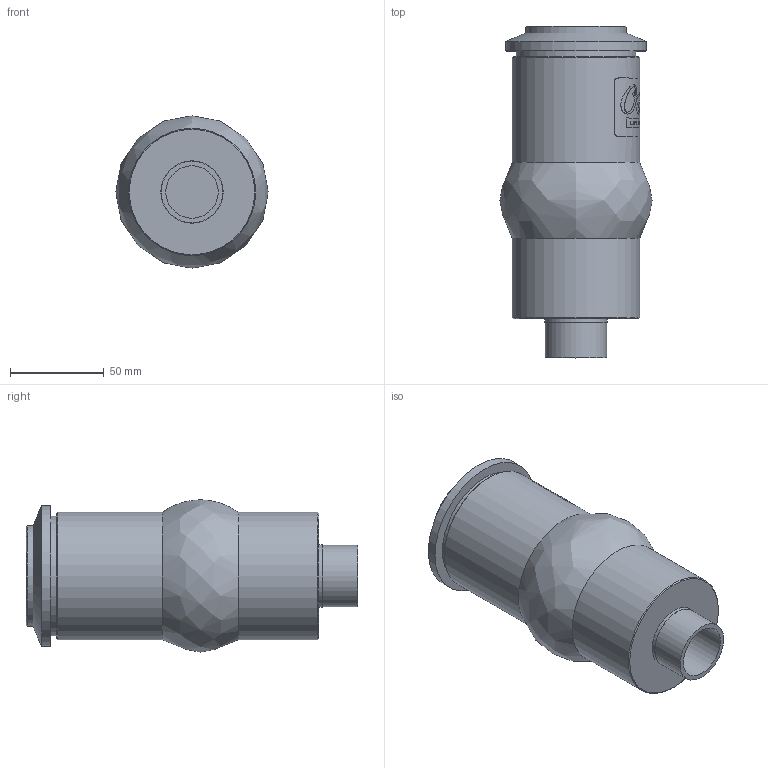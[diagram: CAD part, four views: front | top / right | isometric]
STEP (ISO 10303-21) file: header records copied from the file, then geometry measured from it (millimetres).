
FILE_DESCRIPTION(/* description */ (''),/* implementation_level */ '2;1');
FILE_NAME(/* name */ '50986 Schaumsprudler 55-10 E_mit logo_überprüft.stp',/* time_stamp */ '2014-09-12T11:59:56+02:00',/* author */ ('guzb562'),/* organization */ (''),/* preprocessor_version */ 'ST-DEVELOPER v15.2',/* originating_system */ 'Autodesk Inventor 2014',/* authorisation */ '364457,1 mm^3');
FILE_SCHEMA (('AUTOMOTIVE_DESIGN { 1 0 10303 214 3 1 1 }'));
Length unit declared in the file: millimetre
Products named in the file (1): 50986 Schaumsprudler 55-10 E
Bounding box: 81.38 x 177.3 x 81.38 mm (x, y, z)
Volume: 378990 mm3; surface area: 68697.1 mm2
Topology: 1 solids, 1 shells, 224 faces, 581 edges, 386 vertices
Faces by surface type: plane 109, bspline 75, cylinder 36, cone 4
Full cylindrical faces by diameter (mm): 28 x1, 32.993 x1, 33.25 x1, 45 x1, 54 x1, 64 x1, 68 x2, 75.3 x1
Entity records: 8756 total; most frequent: CARTESIAN_POINT 3640, ORIENTED_EDGE 1128, DIRECTION 878, EDGE_CURVE 564, VERTEX_POINT 383, AXIS2_PLACEMENT_3D 323, EDGE_LOOP 265, LINE 232
